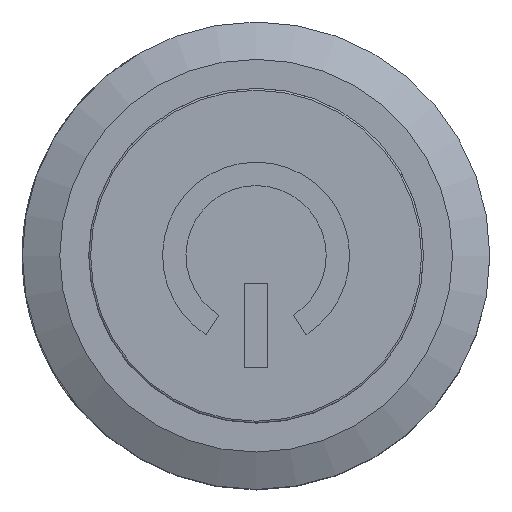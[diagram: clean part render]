
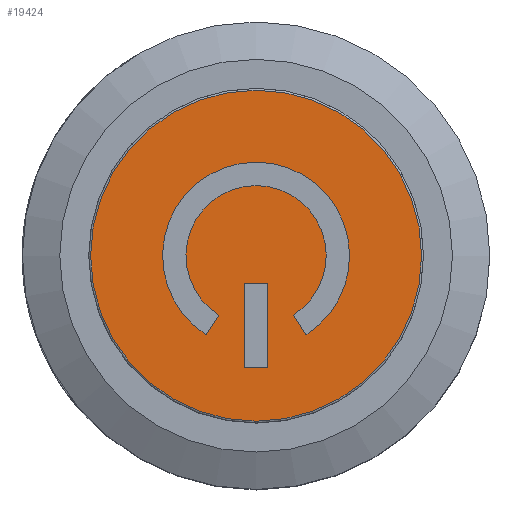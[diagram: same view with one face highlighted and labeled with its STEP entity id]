
A CAD part, top view. The second image highlights one B-rep face of the part: STEP entity #19424.
In plain terms, the highlighted planar face has unit normal (0, 0, 1).
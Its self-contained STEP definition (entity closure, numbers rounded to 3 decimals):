
#2557=LINE('',#36762,#4438);
#2560=LINE('',#36767,#4441);
#2562=LINE('',#36771,#4443);
#2564=LINE('',#36776,#4445);
#2568=LINE('',#36785,#4449);
#2570=LINE('',#36798,#4451);
#4438=VECTOR('',#25487,10.);
#4441=VECTOR('',#25492,10.);
#4443=VECTOR('',#25496,10.);
#4445=VECTOR('',#25500,10.);
#4449=VECTOR('',#25510,10.);
#4451=VECTOR('',#25526,10.);
#4619=FACE_BOUND('',#6706,.T.);
#4620=FACE_BOUND('',#6707,.T.);
#5625=FACE_OUTER_BOUND('',#6705,.T.);
#6705=EDGE_LOOP('',(#17685,#17686));
#6706=EDGE_LOOP('',(#17687,#17688,#17689,#17690));
#6707=EDGE_LOOP('',(#17691,#17692,#17693,#17694));
#7195=CIRCLE('',#20833,5.);
#7200=CIRCLE('',#20843,3.75);
#7201=CIRCLE('',#20845,8.85);
#7205=CIRCLE('',#20849,8.85);
#9098=VERTEX_POINT('',#36759);
#9099=VERTEX_POINT('',#36761);
#9100=VERTEX_POINT('',#36765);
#9101=VERTEX_POINT('',#36769);
#9102=VERTEX_POINT('',#36773);
#9103=VERTEX_POINT('',#36775);
#9104=VERTEX_POINT('',#36779);
#9105=VERTEX_POINT('',#36783);
#9110=VERTEX_POINT('',#36802);
#9111=VERTEX_POINT('',#36803);
#11949=EDGE_CURVE('',#9099,#9098,#2557,.T.);
#11952=EDGE_CURVE('',#9098,#9100,#2560,.T.);
#11954=EDGE_CURVE('',#9100,#9101,#2562,.T.);
#11956=EDGE_CURVE('',#9103,#9102,#2564,.T.);
#11959=EDGE_CURVE('',#9102,#9104,#7195,.T.);
#11961=EDGE_CURVE('',#9104,#9105,#2568,.T.);
#11967=EDGE_CURVE('',#9101,#9099,#2570,.T.);
#11968=EDGE_CURVE('',#9105,#9103,#7200,.T.);
#11969=EDGE_CURVE('',#9110,#9111,#7201,.T.);
#11973=EDGE_CURVE('',#9111,#9110,#7205,.T.);
#17685=ORIENTED_EDGE('',*,*,#11969,.F.);
#17686=ORIENTED_EDGE('',*,*,#11973,.F.);
#17687=ORIENTED_EDGE('',*,*,#11949,.T.);
#17688=ORIENTED_EDGE('',*,*,#11952,.T.);
#17689=ORIENTED_EDGE('',*,*,#11954,.T.);
#17690=ORIENTED_EDGE('',*,*,#11967,.T.);
#17691=ORIENTED_EDGE('',*,*,#11956,.T.);
#17692=ORIENTED_EDGE('',*,*,#11959,.T.);
#17693=ORIENTED_EDGE('',*,*,#11961,.T.);
#17694=ORIENTED_EDGE('',*,*,#11968,.T.);
#18419=PLANE('',#20853);
#19424=ADVANCED_FACE('',(#5625,#4619,#4620),#18419,.T.);
#20833=AXIS2_PLACEMENT_3D('',#36781,#25505,#25506);
#20843=AXIS2_PLACEMENT_3D('',#36800,#25529,#25530);
#20845=AXIS2_PLACEMENT_3D('',#36804,#25533,#25534);
#20849=AXIS2_PLACEMENT_3D('',#36810,#25541,#25542);
#20853=AXIS2_PLACEMENT_3D('',#36817,#25550,#25551);
#25487=DIRECTION('',(1.,0.,0.));
#25492=DIRECTION('',(0.,-1.,0.));
#25496=DIRECTION('',(-1.,0.,0.));
#25500=DIRECTION('',(-0.53,-0.848,0.));
#25505=DIRECTION('center_axis',(0.,0.,
-1.));
#25506=DIRECTION('ref_axis',(-0.532,-0.846,0.));
#25510=DIRECTION('',(-0.53,0.848,0.));
#25526=DIRECTION('',(0.,1.,0.));
#25529=DIRECTION('center_axis',(0.,0.,
1.));
#25530=DIRECTION('ref_axis',(0.533,0.846,0.));
#25533=DIRECTION('center_axis',(0.,0.,
-1.));
#25534=DIRECTION('ref_axis',(1.,0.,0.));
#25541=DIRECTION('center_axis',(0.,0.,
-1.));
#25542=DIRECTION('ref_axis',(1.,0.,0.));
#25550=DIRECTION('center_axis',(0.,0.,
1.));
#25551=DIRECTION('ref_axis',(-1.,0.,0.));
#36759=CARTESIAN_POINT('',(2.245,-1.625,-8.81));
#36761=CARTESIAN_POINT('',(0.995,-1.625,-8.81));
#36762=CARTESIAN_POINT('',(1.308,-1.625,-8.81));
#36765=CARTESIAN_POINT('',(2.245,-6.125,-8.81));
#36767=CARTESIAN_POINT('',(2.245,-0.875,-8.81));
#36769=CARTESIAN_POINT('',(0.995,-6.125,-8.81));
#36771=CARTESIAN_POINT('',(1.933,-6.125,-8.81));
#36773=CARTESIAN_POINT('',(-1.042,-4.357,-8.81));
#36775=CARTESIAN_POINT('',(-0.38,-3.297,-8.81));
#36776=CARTESIAN_POINT('',(0.614,-1.707,-8.81));
#36779=CARTESIAN_POINT('',(4.283,-4.357,-8.81));
#36781=CARTESIAN_POINT('Origin',(1.62,-0.125,-8.81));
#36783=CARTESIAN_POINT('',(3.62,-3.297,-8.81));
#36785=CARTESIAN_POINT('',(2.958,-2.237,-8.81));
#36798=CARTESIAN_POINT('',(0.995,-3.125,-8.81));
#36800=CARTESIAN_POINT('Origin',(1.62,-0.125,-8.81));
#36802=CARTESIAN_POINT('',(-7.23,-0.125,-8.81));
#36803=CARTESIAN_POINT('',(10.47,-0.125,-8.81));
#36804=CARTESIAN_POINT('Origin',(1.62,-0.125,-8.81));
#36810=CARTESIAN_POINT('Origin',(1.62,-0.125,-8.81));
#36817=CARTESIAN_POINT('Origin',(1.62,-0.125,-8.81));
